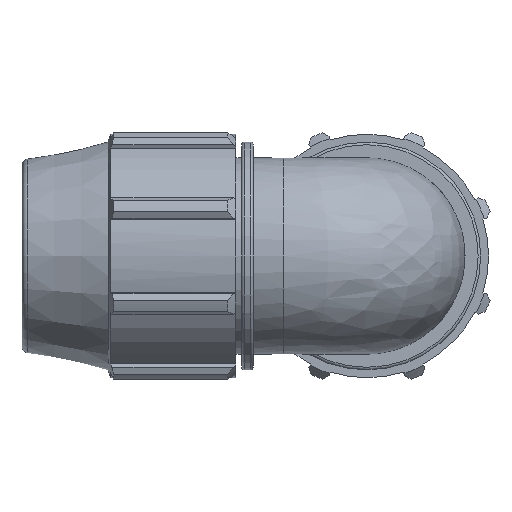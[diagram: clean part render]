
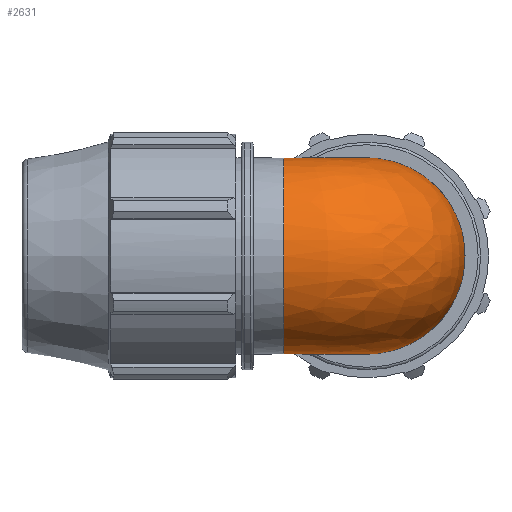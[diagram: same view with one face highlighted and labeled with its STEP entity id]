
A CAD part, left-side view. The second image highlights one B-rep face of the part: STEP entity #2631.
In plain terms, the highlighted free-form (B-spline) face has degree [2, 2] with [9, 3] control points.
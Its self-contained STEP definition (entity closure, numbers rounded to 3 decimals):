
#569=(
BOUNDED_SURFACE()
B_SPLINE_SURFACE(2,2,((#3841,#3842,#3843),(#3844,#3845,#3846),(#3847,#3848,
#3849),(#3850,#3851,#3852),(#3853,#3854,#3855),(#3856,#3857,#3858),(#3859,
#3860,#3861),(#3862,#3863,#3864),(#3865,#3866,#3867)),.UNSPECIFIED.,.F.,
 .F.,.F.)
B_SPLINE_SURFACE_WITH_KNOTS((3,2,2,2,3),(3,3),(-2.494,-1.247,
0.,1.247,2.494),(-1.571,
0.),.UNSPECIFIED.)
GEOMETRIC_REPRESENTATION_ITEM()
RATIONAL_B_SPLINE_SURFACE(((1.,0.707,1.),(0.812,
0.574,0.812),(1.,0.707,1.),(0.812,
0.574,0.812),(1.,0.707,1.),(0.812,
0.574,0.812),(1.,0.707,1.),(0.812,
0.574,0.812),(1.,0.707,1.)))
REPRESENTATION_ITEM('')
SURFACE()
);
#606=CIRCLE('',#2784,30.75);
#607=CIRCLE('',#2785,30.75);
#761=FACE_OUTER_BOUND('',#911,.T.);
#911=EDGE_LOOP('',(#1737,#1738,#1739,#1740));
#1094=B_SPLINE_CURVE_WITH_KNOTS('',3,(#3801,#3802,#3803,#3804,#3805,#3806,
#3807,#3808,#3809,#3810,#3811,#3812,#3813,#3814,#3815,#3816),
 .UNSPECIFIED.,.F.,.F.,(4,3,3,3,3,4),(-0.001,0.048,
0.095,0.138,0.166,0.242),
 .UNSPECIFIED.);
#1095=B_SPLINE_CURVE_WITH_KNOTS('',3,(#3820,#3821,#3822,#3823,#3824,#3825,
#3826,#3827,#3828,#3829,#3830,#3831,#3832,#3833,#3834,#3835),
 .UNSPECIFIED.,.F.,.F.,(4,3,3,3,3,4),(-0.001,0.076,
0.104,0.147,0.193,0.242),
 .UNSPECIFIED.);
#1096=VERTEX_POINT('',#3799);
#1097=VERTEX_POINT('',#3800);
#1098=VERTEX_POINT('',#3817);
#1099=VERTEX_POINT('',#3819);
#1356=EDGE_CURVE('',#1096,#1097,#1094,.T.);
#1358=EDGE_CURVE('',#1099,#1098,#1095,.T.);
#1361=EDGE_CURVE('',#1096,#1098,#606,.T.);
#1362=EDGE_CURVE('',#1099,#1097,#607,.T.);
#1737=ORIENTED_EDGE('',*,*,#1358,.T.);
#1738=ORIENTED_EDGE('',*,*,#1361,.F.);
#1739=ORIENTED_EDGE('',*,*,#1356,.T.);
#1740=ORIENTED_EDGE('',*,*,#1362,.F.);
#2631=ADVANCED_FACE('',(#761),#569,.F.);
#2784=AXIS2_PLACEMENT_3D('',#3840,#3053,#3054);
#2785=AXIS2_PLACEMENT_3D('',#3868,#3055,#3056);
#3053=DIRECTION('center_axis',(1.,0.,0.));
#3054=DIRECTION('ref_axis',(0.,0.,-1.));
#3055=DIRECTION('center_axis',(0.,1.,0.));
#3056=DIRECTION('ref_axis',(0.,0.,-1.));
#3799=CARTESIAN_POINT('',(26.,24.412,18.698));
#3800=CARTESIAN_POINT('',(24.412,26.,18.698));
#3801=CARTESIAN_POINT('Ctrl Pts',(26.,24.412,18.698));
#3802=CARTESIAN_POINT('Ctrl Pts',(25.844,24.439,18.663));
#3803=CARTESIAN_POINT('Ctrl Pts',(25.69,24.484,18.635));
#3804=CARTESIAN_POINT('Ctrl Pts',(25.543,24.549,18.613));
#3805=CARTESIAN_POINT('Ctrl Pts',(25.402,24.611,18.591));
#3806=CARTESIAN_POINT('Ctrl Pts',(25.267,24.689,18.576));
#3807=CARTESIAN_POINT('Ctrl Pts',(25.143,24.784,18.568));
#3808=CARTESIAN_POINT('Ctrl Pts',(25.03,24.87,18.561));
#3809=CARTESIAN_POINT('Ctrl Pts',(24.927,24.968,18.559));
#3810=CARTESIAN_POINT('Ctrl Pts',(24.836,25.076,18.564));
#3811=CARTESIAN_POINT('Ctrl Pts',(24.777,25.147,18.567));
#3812=CARTESIAN_POINT('Ctrl Pts',(24.722,25.223,18.573));
#3813=CARTESIAN_POINT('Ctrl Pts',(24.674,25.302,18.581));
#3814=CARTESIAN_POINT('Ctrl Pts',(24.541,25.518,18.603));
#3815=CARTESIAN_POINT('Ctrl Pts',(24.454,25.755,18.644));
#3816=CARTESIAN_POINT('Ctrl Pts',(24.412,26.,18.698));
#3817=CARTESIAN_POINT('',(26.,24.412,-18.698));
#3819=CARTESIAN_POINT('',(24.412,26.,-18.698));
#3820=CARTESIAN_POINT('Ctrl Pts',(24.412,26.,-18.698));
#3821=CARTESIAN_POINT('Ctrl Pts',(24.454,25.755,-18.644));
#3822=CARTESIAN_POINT('Ctrl Pts',(24.541,25.518,-18.603));
#3823=CARTESIAN_POINT('Ctrl Pts',(24.674,25.302,-18.581));
#3824=CARTESIAN_POINT('Ctrl Pts',(24.722,25.223,-18.573));
#3825=CARTESIAN_POINT('Ctrl Pts',(24.777,25.147,-18.567));
#3826=CARTESIAN_POINT('Ctrl Pts',(24.836,25.076,-18.564));
#3827=CARTESIAN_POINT('Ctrl Pts',(24.927,24.968,-18.559));
#3828=CARTESIAN_POINT('Ctrl Pts',(25.03,24.87,-18.561));
#3829=CARTESIAN_POINT('Ctrl Pts',(25.143,24.784,-18.568));
#3830=CARTESIAN_POINT('Ctrl Pts',(25.267,24.689,-18.576));
#3831=CARTESIAN_POINT('Ctrl Pts',(25.402,24.611,-18.591));
#3832=CARTESIAN_POINT('Ctrl Pts',(25.543,24.549,-18.613));
#3833=CARTESIAN_POINT('Ctrl Pts',(25.69,24.484,-18.635));
#3834=CARTESIAN_POINT('Ctrl Pts',(25.844,24.439,-18.663));
#3835=CARTESIAN_POINT('Ctrl Pts',(26.,24.412,-18.698));
#3840=CARTESIAN_POINT('Origin',(26.,0.,0.));
#3841=CARTESIAN_POINT('Ctrl Pts',(26.,24.52,18.556));
#3842=CARTESIAN_POINT('Ctrl Pts',(24.52,24.52,18.556));
#3843=CARTESIAN_POINT('Ctrl Pts',(24.52,26.,18.556));
#3844=CARTESIAN_POINT('Ctrl Pts',(26.,11.177,36.189));
#3845=CARTESIAN_POINT('Ctrl Pts',(11.177,11.177,36.189));
#3846=CARTESIAN_POINT('Ctrl Pts',(11.177,26.,36.189));
#3847=CARTESIAN_POINT('Ctrl Pts',(26.,-9.787,29.151));
#3848=CARTESIAN_POINT('Ctrl Pts',(-9.787,-9.787,29.151));
#3849=CARTESIAN_POINT('Ctrl Pts',(-9.787,26.,29.151));
#3850=CARTESIAN_POINT('Ctrl Pts',(26.,-30.75,22.113));
#3851=CARTESIAN_POINT('Ctrl Pts',(-30.75,-30.75,22.113));
#3852=CARTESIAN_POINT('Ctrl Pts',(-30.75,26.,22.113));
#3853=CARTESIAN_POINT('Ctrl Pts',(26.,-30.75,0.));
#3854=CARTESIAN_POINT('Ctrl Pts',(-30.75,-30.75,0.));
#3855=CARTESIAN_POINT('Ctrl Pts',(-30.75,26.,0.));
#3856=CARTESIAN_POINT('Ctrl Pts',(26.,-30.75,-22.113));
#3857=CARTESIAN_POINT('Ctrl Pts',(-30.75,-30.75,-22.113));
#3858=CARTESIAN_POINT('Ctrl Pts',(-30.75,26.,-22.113));
#3859=CARTESIAN_POINT('Ctrl Pts',(26.,-9.787,-29.151));
#3860=CARTESIAN_POINT('Ctrl Pts',(-9.787,-9.787,-29.151));
#3861=CARTESIAN_POINT('Ctrl Pts',(-9.787,26.,-29.151));
#3862=CARTESIAN_POINT('Ctrl Pts',(26.,11.177,-36.189));
#3863=CARTESIAN_POINT('Ctrl Pts',(11.177,11.177,-36.189));
#3864=CARTESIAN_POINT('Ctrl Pts',(11.177,26.,-36.189));
#3865=CARTESIAN_POINT('Ctrl Pts',(26.,24.52,-18.556));
#3866=CARTESIAN_POINT('Ctrl Pts',(24.52,24.52,-18.556));
#3867=CARTESIAN_POINT('Ctrl Pts',(24.52,26.,-18.556));
#3868=CARTESIAN_POINT('Origin',(0.,26.,0.));
